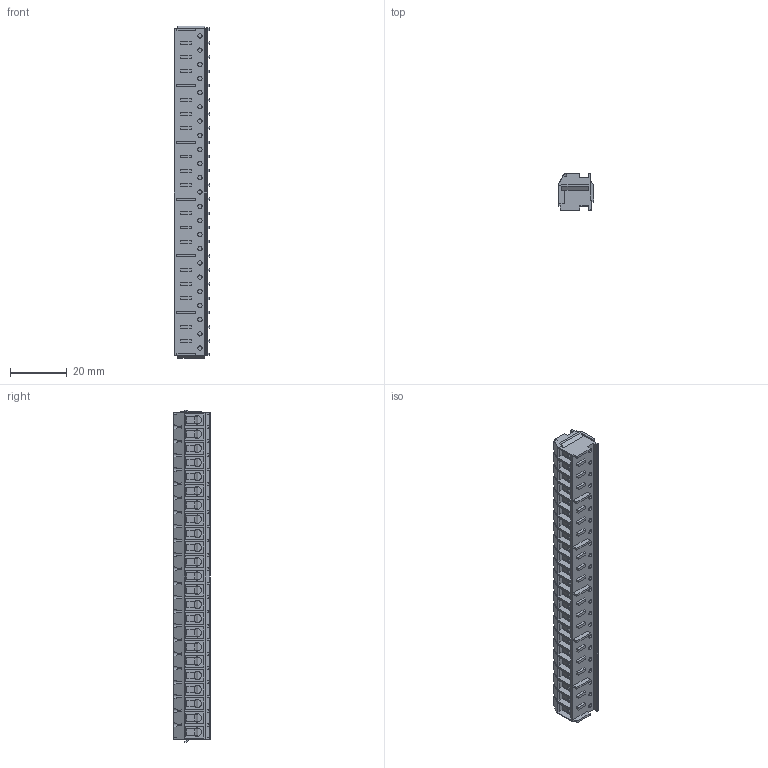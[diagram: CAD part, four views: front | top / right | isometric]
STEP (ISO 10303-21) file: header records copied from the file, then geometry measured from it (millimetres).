
FILE_DESCRIPTION((''),'2;1');
FILE_NAME('TL241T','2024-12-06T',('yanfa'),(''),'PRO/ENGINEER BY PARAMETRIC TECHNOLOGY CORPORATION, 2009280','PRO/ENGINEER BY PARAMETRIC TECHNOLOGY CORPORATION, 2009280','');
FILE_SCHEMA(('AUTOMOTIVE_DESIGN_CC2 { 1 2 10303 214 -1 1 5 2 }'));
Length unit declared in the file: millimetre
Products named in the file (1): TL241T
Bounding box: 12.4 x 13 x 117 mm (x, y, z)
Volume: 10962.9 mm3; surface area: 11578.6 mm2
Topology: 1 solids, 1 shells, 1839 faces, 4792 edges, 3117 vertices
Faces by surface type: plane 978, cylinder 543, cone 138, extrusion 134, torus 46
Entity records: 57785 total; most frequent: CARTESIAN_POINT 12210, ORIENTED_EDGE 9584, DIRECTION 9210, EDGE_CURVE 4792, VECTOR 3230, VERTEX_POINT 3118, LINE 3096, AXIS2_PLACEMENT_3D 2990
